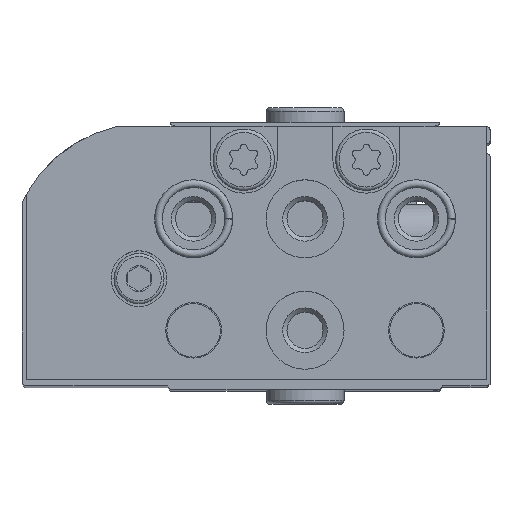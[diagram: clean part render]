
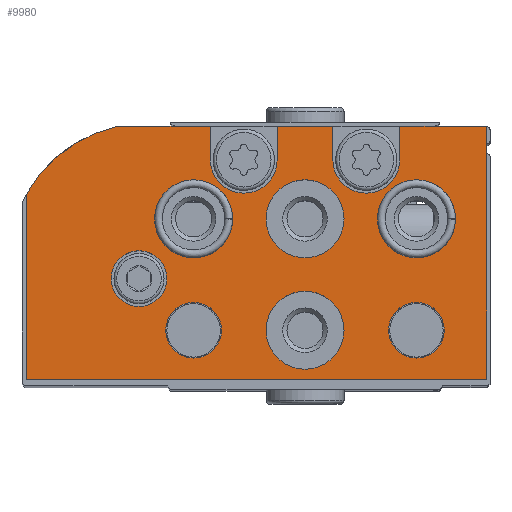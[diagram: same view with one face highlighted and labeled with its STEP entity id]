
A CAD part, top view. The second image highlights one B-rep face of the part: STEP entity #9980.
In plain terms, the highlighted face is planar.
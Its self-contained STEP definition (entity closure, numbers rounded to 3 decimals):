
#1026=LINE('',#17176,#1794);
#1030=LINE('',#17184,#1798);
#1034=LINE('',#17190,#1802);
#1037=LINE('',#17210,#1805);
#1038=LINE('',#17214,#1806);
#1039=LINE('',#17217,#1807);
#1040=LINE('',#17219,#1808);
#1041=LINE('',#17221,#1809);
#1042=LINE('',#17222,#1810);
#1043=LINE('',#17226,#1811);
#1794=VECTOR('',#13947,1000.);
#1798=VECTOR('',#13951,1000.);
#1802=VECTOR('',#13955,1000.);
#1805=VECTOR('',#13974,1000.);
#1806=VECTOR('',#13977,1000.);
#1807=VECTOR('',#13980,1000.);
#1808=VECTOR('',#13981,1000.);
#1809=VECTOR('',#13982,1000.);
#1810=VECTOR('',#13983,1000.);
#1811=VECTOR('',#13986,1000.);
#3834=ORIENTED_EDGE('',*,*,#5664,.T.);
#3835=ORIENTED_EDGE('',*,*,#5665,.T.);
#3836=ORIENTED_EDGE('',*,*,#5666,.T.);
#3837=ORIENTED_EDGE('',*,*,#5667,.T.);
#3838=ORIENTED_EDGE('',*,*,#5668,.T.);
#3839=ORIENTED_EDGE('',*,*,#5669,.T.);
#3840=ORIENTED_EDGE('',*,*,#5670,.T.);
#3841=ORIENTED_EDGE('',*,*,#5671,.T.);
#3842=ORIENTED_EDGE('',*,*,#5672,.T.);
#3843=ORIENTED_EDGE('',*,*,#5673,.T.);
#3844=ORIENTED_EDGE('',*,*,#5661,.F.);
#3845=ORIENTED_EDGE('',*,*,#5674,.F.);
#3846=ORIENTED_EDGE('',*,*,#5675,.F.);
#3847=ORIENTED_EDGE('',*,*,#5676,.F.);
#3848=ORIENTED_EDGE('',*,*,#5677,.F.);
#3849=ORIENTED_EDGE('',*,*,#5657,.F.);
#3850=ORIENTED_EDGE('',*,*,#5678,.T.);
#3851=ORIENTED_EDGE('',*,*,#5679,.T.);
#3852=ORIENTED_EDGE('',*,*,#5680,.T.);
#3853=ORIENTED_EDGE('',*,*,#5653,.F.);
#5653=EDGE_CURVE('',#6752,#6753,#1026,.T.);
#5657=EDGE_CURVE('',#6756,#6757,#1030,.T.);
#5661=EDGE_CURVE('',#6758,#6759,#1034,.T.);
#5664=EDGE_CURVE('',#6761,#6761,#7353,.T.);
#5665=EDGE_CURVE('',#6762,#6762,#7354,.T.);
#5666=EDGE_CURVE('',#6763,#6763,#7355,.T.);
#5667=EDGE_CURVE('',#6764,#6764,#7356,.T.);
#5668=EDGE_CURVE('',#6765,#6765,#7357,.T.);
#5669=EDGE_CURVE('',#6766,#6766,#7358,.T.);
#5670=EDGE_CURVE('',#6767,#6767,#7359,.T.);
#5671=EDGE_CURVE('',#6752,#6768,#1037,.T.);
#5672=EDGE_CURVE('',#6768,#6769,#7360,.T.);
#5673=EDGE_CURVE('',#6769,#6759,#1038,.T.);
#5674=EDGE_CURVE('',#6770,#6758,#7361,.T.);
#5675=EDGE_CURVE('',#6771,#6770,#1039,.T.);
#5676=EDGE_CURVE('',#6772,#6771,#1040,.T.);
#5677=EDGE_CURVE('',#6757,#6772,#1041,.T.);
#5678=EDGE_CURVE('',#6756,#6773,#1042,.T.);
#5679=EDGE_CURVE('',#6773,#6774,#7362,.T.);
#5680=EDGE_CURVE('',#6774,#6753,#1043,.T.);
#6752=VERTEX_POINT('',#17175);
#6753=VERTEX_POINT('',#17177);
#6756=VERTEX_POINT('',#17183);
#6757=VERTEX_POINT('',#17185);
#6758=VERTEX_POINT('',#17189);
#6759=VERTEX_POINT('',#17191);
#6761=VERTEX_POINT('',#17197);
#6762=VERTEX_POINT('',#17199);
#6763=VERTEX_POINT('',#17201);
#6764=VERTEX_POINT('',#17203);
#6765=VERTEX_POINT('',#17205);
#6766=VERTEX_POINT('',#17207);
#6767=VERTEX_POINT('',#17209);
#6768=VERTEX_POINT('',#17211);
#6769=VERTEX_POINT('',#17213);
#6770=VERTEX_POINT('',#17216);
#6771=VERTEX_POINT('',#17218);
#6772=VERTEX_POINT('',#17220);
#6773=VERTEX_POINT('',#17223);
#6774=VERTEX_POINT('',#17225);
#7353=CIRCLE('',#11475,2.5);
#7354=CIRCLE('',#11476,3.5);
#7355=CIRCLE('',#11477,3.5);
#7356=CIRCLE('',#11478,3.5);
#7357=CIRCLE('',#11479,3.5);
#7358=CIRCLE('',#11480,2.5);
#7359=CIRCLE('',#11481,2.5);
#7360=CIRCLE('',#11482,3.);
#7361=CIRCLE('',#11483,12.5);
#7362=CIRCLE('',#11484,3.);
#8086=EDGE_LOOP('',(#3834));
#8087=EDGE_LOOP('',(#3835));
#8088=EDGE_LOOP('',(#3836));
#8089=EDGE_LOOP('',(#3837));
#8090=EDGE_LOOP('',(#3838));
#8091=EDGE_LOOP('',(#3839));
#8092=EDGE_LOOP('',(#3840));
#8093=EDGE_LOOP('',(#3841,#3842,#3843,#3844,#3845,#3846,#3847,#3848,#3849,
#3850,#3851,#3852,#3853));
#8962=FACE_BOUND('',#8086,.T.);
#8963=FACE_BOUND('',#8087,.T.);
#8964=FACE_BOUND('',#8088,.T.);
#8965=FACE_BOUND('',#8089,.T.);
#8966=FACE_BOUND('',#8090,.T.);
#8967=FACE_BOUND('',#8091,.T.);
#8968=FACE_BOUND('',#8092,.T.);
#8969=FACE_BOUND('',#8093,.T.);
#9499=PLANE('',#11474);
#9980=ADVANCED_FACE('',(#8962,#8963,#8964,#8965,#8966,#8967,#8968,#8969),
#9499,.F.);
#11474=AXIS2_PLACEMENT_3D('',#17195,#13958,#13959);
#11475=AXIS2_PLACEMENT_3D('',#17196,#13960,#13961);
#11476=AXIS2_PLACEMENT_3D('',#17198,#13962,#13963);
#11477=AXIS2_PLACEMENT_3D('',#17200,#13964,#13965);
#11478=AXIS2_PLACEMENT_3D('',#17202,#13966,#13967);
#11479=AXIS2_PLACEMENT_3D('',#17204,#13968,#13969);
#11480=AXIS2_PLACEMENT_3D('',#17206,#13970,#13971);
#11481=AXIS2_PLACEMENT_3D('',#17208,#13972,#13973);
#11482=AXIS2_PLACEMENT_3D('',#17212,#13975,#13976);
#11483=AXIS2_PLACEMENT_3D('',#17215,#13978,#13979);
#11484=AXIS2_PLACEMENT_3D('',#17224,#13984,#13985);
#13947=DIRECTION('',(-1.,0.,0.));
#13951=DIRECTION('',(-1.,0.,0.));
#13955=DIRECTION('',(-1.,0.,0.));
#13958=DIRECTION('',(0.,0.,1.));
#13959=DIRECTION('',(1.,0.,0.));
#13960=DIRECTION('',(0.,0.,1.));
#13961=DIRECTION('',(1.,0.,0.));
#13962=DIRECTION('',(0.,0.,1.));
#13963=DIRECTION('',(1.,0.,0.));
#13964=DIRECTION('',(0.,0.,1.));
#13965=DIRECTION('',(1.,0.,0.));
#13966=DIRECTION('',(0.,0.,1.));
#13967=DIRECTION('',(1.,0.,0.));
#13968=DIRECTION('',(0.,0.,1.));
#13969=DIRECTION('',(1.,0.,0.));
#13970=DIRECTION('',(0.,0.,1.));
#13971=DIRECTION('',(1.,0.,0.));
#13972=DIRECTION('',(0.,0.,1.));
#13973=DIRECTION('',(1.,0.,0.));
#13974=DIRECTION('',(0.,-1.,0.));
#13975=DIRECTION('',(0.,0.,1.));
#13976=DIRECTION('',(1.,0.,0.));
#13977=DIRECTION('',(0.,1.,0.));
#13978=DIRECTION('',(0.,0.,1.));
#13979=DIRECTION('',(1.,0.,0.));
#13980=DIRECTION('',(0.,1.,0.));
#13981=DIRECTION('',(1.,0.,0.));
#13982=DIRECTION('',(0.,-1.,0.));
#13983=DIRECTION('',(0.,-1.,0.));
#13984=DIRECTION('',(0.,0.,1.));
#13985=DIRECTION('',(1.,0.,0.));
#13986=DIRECTION('',(0.,1.,0.));
#17175=CARTESIAN_POINT('',(18.8,22.7,0.));
#17176=CARTESIAN_POINT('',(33.122,22.7,0.));
#17177=CARTESIAN_POINT('',(13.8,22.7,0.));
#17183=CARTESIAN_POINT('',(7.8,22.7,0.));
#17184=CARTESIAN_POINT('',(33.122,22.7,0.));
#17185=CARTESIAN_POINT('',(0.,22.7,0.));
#17189=CARTESIAN_POINT('',(33.122,22.7,0.));
#17190=CARTESIAN_POINT('',(33.122,22.7,0.));
#17191=CARTESIAN_POINT('',(24.8,22.7,0.));
#17195=CARTESIAN_POINT('',(30.4,10.5,0.));
#17196=CARTESIAN_POINT('',(31.2,9.03,0.));
#17197=CARTESIAN_POINT('',(33.7,9.03,0.));
#17198=CARTESIAN_POINT('',(26.3,14.4,0.));
#17199=CARTESIAN_POINT('',(29.8,14.4,0.));
#17200=CARTESIAN_POINT('',(16.3,14.4,0.));
#17201=CARTESIAN_POINT('',(19.8,14.4,0.));
#17202=CARTESIAN_POINT('',(6.3,14.4,0.));
#17203=CARTESIAN_POINT('',(9.8,14.4,0.));
#17204=CARTESIAN_POINT('',(16.3,4.4,0.));
#17205=CARTESIAN_POINT('',(19.8,4.4,0.));
#17206=CARTESIAN_POINT('',(26.3,4.4,0.));
#17207=CARTESIAN_POINT('',(28.8,4.4,0.));
#17208=CARTESIAN_POINT('',(6.3,4.4,0.));
#17209=CARTESIAN_POINT('',(8.8,4.4,0.));
#17210=CARTESIAN_POINT('',(18.8,22.7,0.));
#17211=CARTESIAN_POINT('',(18.8,19.7,0.));
#17212=CARTESIAN_POINT('',(21.8,19.7,0.));
#17213=CARTESIAN_POINT('',(24.8,19.7,0.));
#17214=CARTESIAN_POINT('',(24.8,19.7,0.));
#17215=CARTESIAN_POINT('',(30.4,10.5,0.));
#17216=CARTESIAN_POINT('',(41.3,16.619,0.));
#17217=CARTESIAN_POINT('',(41.3,0.,0.));
#17218=CARTESIAN_POINT('',(41.3,0.,0.));
#17219=CARTESIAN_POINT('',(0.,0.,0.));
#17220=CARTESIAN_POINT('',(0.,0.,0.));
#17221=CARTESIAN_POINT('',(0.,22.7,0.));
#17222=CARTESIAN_POINT('',(7.8,22.7,0.));
#17223=CARTESIAN_POINT('',(7.8,19.7,0.));
#17224=CARTESIAN_POINT('',(10.8,19.7,0.));
#17225=CARTESIAN_POINT('',(13.8,19.7,0.));
#17226=CARTESIAN_POINT('',(13.8,19.7,0.));
